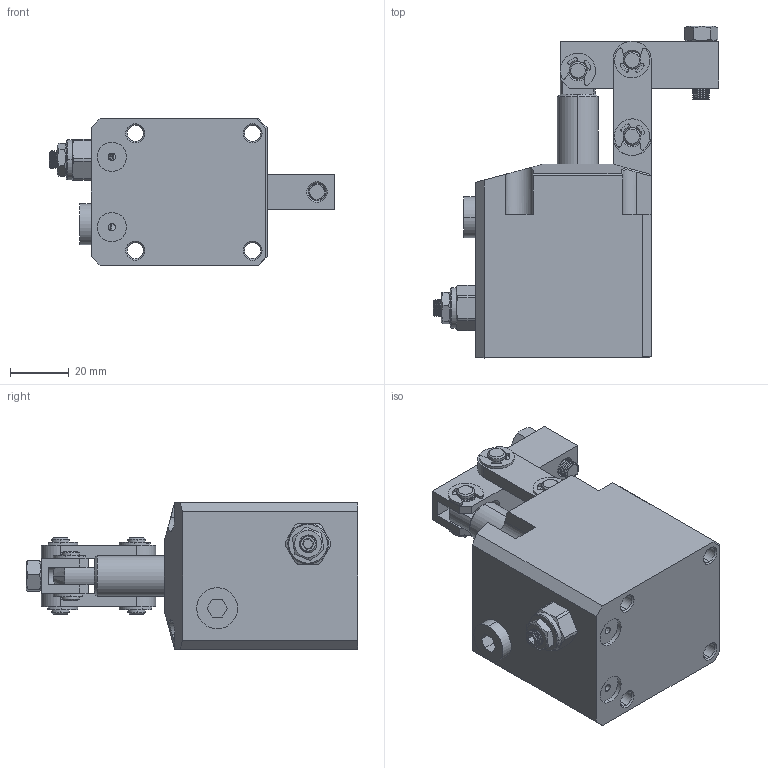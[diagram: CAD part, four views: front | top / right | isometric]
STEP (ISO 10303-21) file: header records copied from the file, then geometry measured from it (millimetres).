
FILE_DESCRIPTION (( 'STEP AP203' ), '1' );
FILE_NAME ('CBLU-30C話裝宒蚐揤詰.STEP', '2019-04-16T02:39:06', ( '' ), ( '' ), 'SwSTEP 2.0', 'SolidWorks 2017', '' );
FILE_SCHEMA (( 'CONFIG_CONTROL_DESIGN' ));
Length unit declared in the file: millimetre
Products named in the file (12): 囀鞠褒黑芛郔陔_1; 酗种粣_1_1; 30揤啣_1; ｱｾﾌ蕕_1_1_1; hexagon socket head cap screws gb_GB_FASTENER_SCREWS_HSHCS M6X25-S_1_1; hex nuts, style 1-grades ab gb_GB_FASTENER_NUT_SNAB1 M6-N_1; CZL10覃厒概_1_2; e rings gb_GB_CONNECTING_PIECE_RINGS_HR 6_1_1; 30蟀裝_2; 30傻种粣_2; CBLU-30C話裝宒蚐揤詰; 30ｻ鏸鄕ﾋ_1_3_1_1
Assembly tree (18 placements, depth 2):
  CBLU-30C話裝宒蚐揤詰
    ｱｾﾌ蕕_1_1_1
    30蟀裝_2  x2
    hex nuts, style 1-grades ab gb_GB_FASTENER_NUT_SNAB1 M6-N_1
    hexagon socket head cap screws gb_GB_FASTENER_SCREWS_HSHCS M6X25-S_1_1
    酗种粣_1_1  x2
    e rings gb_GB_CONNECTING_PIECE_RINGS_HR 6_1_1  x6
    30傻种粣_2
    30ｻ鏸鄕ﾋ_1_3_1_1
    30揤啣_1
    CZL10覃厒概_1_2
    囀鞠褒黑芛郔陔_1
Bounding box: 97.3 x 113.2 x 50 mm (x, y, z)
Volume: 188554.4 mm3; surface area: 49185.9 mm2
Topology: 21 solids, 21 shells, 975 faces, 2484 edges, 1563 vertices
Faces by surface type: cylinder 383, cone 296, plane 218, bspline 78
Entity records: 31973 total; most frequent: CARTESIAN_POINT 11340, ORIENTED_EDGE 4118, DIRECTION 4001, EDGE_CURVE 2059, AXIS2_PLACEMENT_3D 1581, VERTEX_POINT 1289, EDGE_LOOP 886, VECTOR 839
